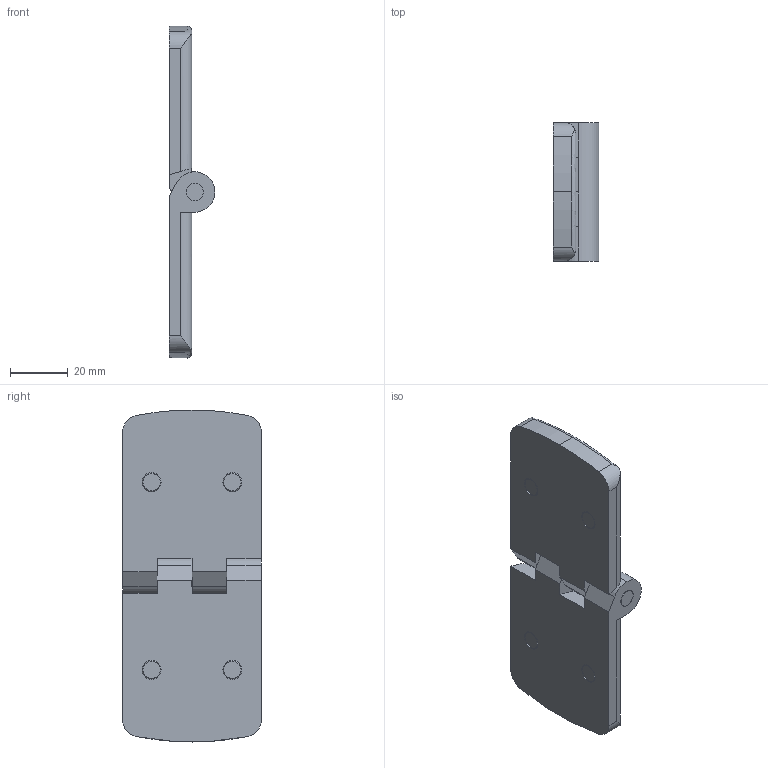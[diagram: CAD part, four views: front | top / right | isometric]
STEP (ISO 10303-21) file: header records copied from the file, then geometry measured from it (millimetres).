
FILE_DESCRIPTION (( 'STEP AP214' ), '1' );
FILE_NAME ('72267841', '2019-02-04T10:04:40', ( '' ), ('JUGARD+KÜNSTNER GmbH'), 'SwSTEP 2.0', 'SolidWorks 2017', '' );
FILE_SCHEMA (( 'AUTOMOTIVE_DESIGN' ));
Length unit declared in the file: millimetre
Products named in the file (1): 72267841_CNAJF00
Bounding box: 15.9 x 48.2 x 115 mm (x, y, z)
Volume: 44217.6 mm3; surface area: 15151.6 mm2
Topology: 1 solids, 1 shells, 143 faces, 356 edges, 221 vertices
Faces by surface type: plane 64, cylinder 52, cone 16, bspline 11
Entity records: 5226 total; most frequent: CARTESIAN_POINT 1229, DIRECTION 717, ORIENTED_EDGE 712, EDGE_CURVE 356, AXIS2_PLACEMENT_3D 249, VERTEX_POINT 221, LINE 219, VECTOR 219
